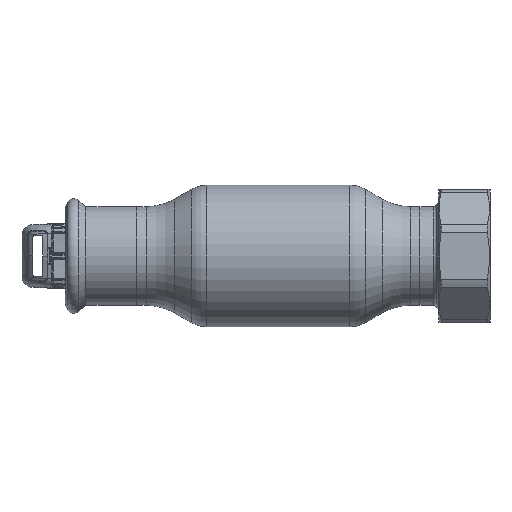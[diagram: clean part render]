
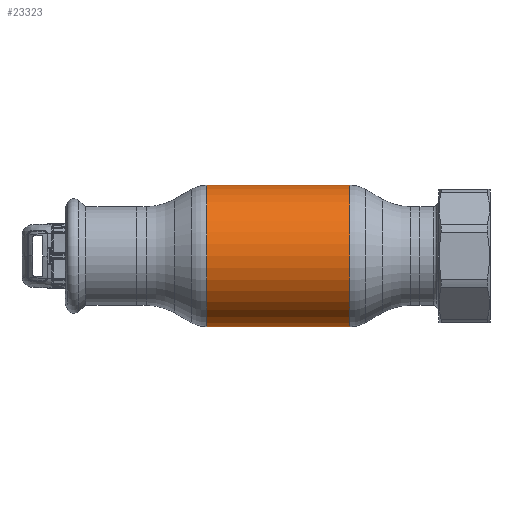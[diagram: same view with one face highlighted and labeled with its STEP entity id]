
A CAD part, front view. The second image highlights one B-rep face of the part: STEP entity #23323.
In plain terms, the highlighted cylindrical face has radius 27.5 mm (diameter 55 mm), a partial arc.
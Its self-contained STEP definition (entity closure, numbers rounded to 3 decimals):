
#250 = CARTESIAN_POINT ( 'NONE',  ( -27.785, 0., 0. ) ) ;
#1097 = VECTOR ( 'NONE', #19846, 1000. ) ;
#3430 = DIRECTION ( 'NONE',  ( -1., 0., 0. ) ) ;
#4240 = AXIS2_PLACEMENT_3D ( 'NONE', #22329, #18248, #36670 ) ;
#4861 = CYLINDRICAL_SURFACE ( 'NONE', #56057, 27.5 ) ;
#6029 = ORIENTED_EDGE ( 'NONE', *, *, #59692, .F. ) ;
#6713 = CARTESIAN_POINT ( 'NONE',  ( -27.785, 0., -27.5 ) ) ;
#9788 = CARTESIAN_POINT ( 'NONE',  ( -62.69, 0., -27.5 ) ) ;
#10881 = DIRECTION ( 'NONE',  ( -1., 0., 0. ) ) ;
#12643 = EDGE_CURVE ( 'NONE', #30668, #14882, #26986, .T. ) ;
#13561 = LINE ( 'NONE', #9788, #1097 ) ;
#14882 = VERTEX_POINT ( 'NONE', #54450 ) ;
#18248 = DIRECTION ( 'NONE',  ( -1., 0., 0. ) ) ;
#19846 = DIRECTION ( 'NONE',  ( -1., 0., 0. ) ) ;
#22329 = CARTESIAN_POINT ( 'NONE',  ( 27.785, 0., 0. ) ) ;
#22887 = CARTESIAN_POINT ( 'NONE',  ( -27.785, 0., 27.5 ) ) ;
#23323 = ADVANCED_FACE ( 'NONE', ( #33488 ), #4861, .T. ) ;
#25854 = LINE ( 'NONE', #52492, #60280 ) ;
#26716 = VERTEX_POINT ( 'NONE', #22887 ) ;
#26866 = VERTEX_POINT ( 'NONE', #6713 ) ;
#26986 = CIRCLE ( 'NONE', #4240, 27.5 ) ;
#30668 = VERTEX_POINT ( 'NONE', #39111 ) ;
#32958 = AXIS2_PLACEMENT_3D ( 'NONE', #250, #51526, #33084 ) ;
#33084 = DIRECTION ( 'NONE',  ( 0., 0., 1. ) ) ;
#33488 = FACE_OUTER_BOUND ( 'NONE', #54101, .T. ) ;
#35546 = CIRCLE ( 'NONE', #32958, 27.5 ) ;
#36356 = ORIENTED_EDGE ( 'NONE', *, *, #12643, .T. ) ;
#36670 = DIRECTION ( 'NONE',  ( 0., 0., 1. ) ) ;
#39111 = CARTESIAN_POINT ( 'NONE',  ( 27.785, 0., -27.5 ) ) ;
#44646 = EDGE_CURVE ( 'NONE', #30668, #26866, #13561, .T. ) ;
#46486 = ORIENTED_EDGE ( 'NONE', *, *, #44646, .F. ) ;
#46641 = EDGE_CURVE ( 'NONE', #14882, #26716, #25854, .T. ) ;
#51206 = CARTESIAN_POINT ( 'NONE',  ( -62.69, 0., 0. ) ) ;
#51526 = DIRECTION ( 'NONE',  ( -1., 0., 0. ) ) ;
#52492 = CARTESIAN_POINT ( 'NONE',  ( -62.69, 0., 27.5 ) ) ;
#54101 = EDGE_LOOP ( 'NONE', ( #46486, #36356, #59650, #6029 ) ) ;
#54450 = CARTESIAN_POINT ( 'NONE',  ( 27.785, 0., 27.5 ) ) ;
#56057 = AXIS2_PLACEMENT_3D ( 'NONE', #51206, #3430, #60450 ) ;
#59650 = ORIENTED_EDGE ( 'NONE', *, *, #46641, .T. ) ;
#59692 = EDGE_CURVE ( 'NONE', #26866, #26716, #35546, .T. ) ;
#60280 = VECTOR ( 'NONE', #10881, 1000. ) ;
#60450 = DIRECTION ( 'NONE',  ( 0., 0., 1. ) ) ;
